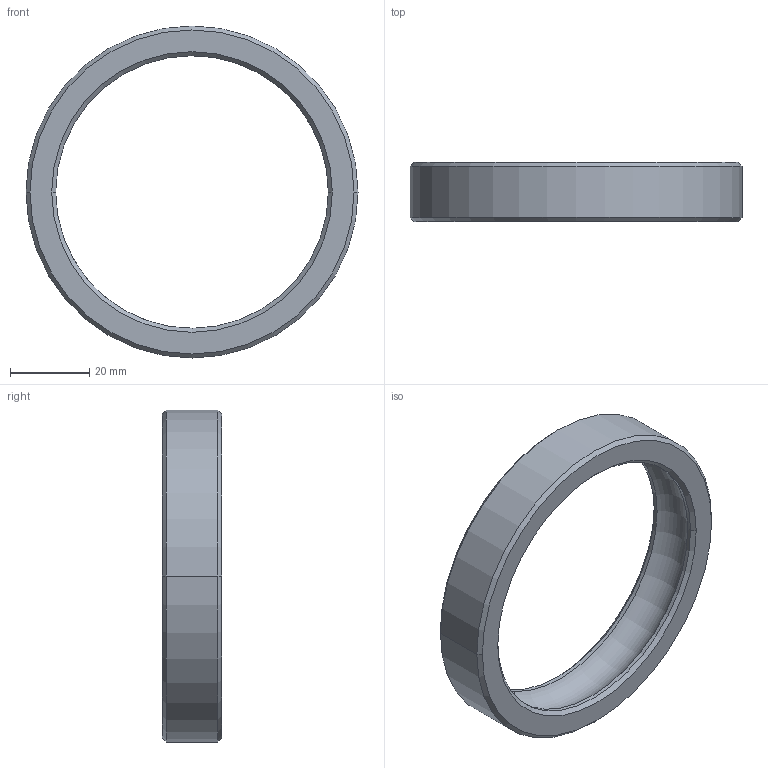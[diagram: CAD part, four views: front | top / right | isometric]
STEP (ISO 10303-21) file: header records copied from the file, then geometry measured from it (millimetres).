
FILE_DESCRIPTION(('CATIA V5 STEP Exchange'),'2;1');
FILE_NAME('esterno.stp','2023-04-13T09:49:45+00:00',('none'),('none'),'CATIA Version 5 Release 21 GA (IN-10)','CATIA V5 STEP AP203','none');
FILE_SCHEMA(('CONFIG_CONTROL_DESIGN'));
Length unit declared in the file: millimetre
Products named in the file (1): esterno
Bounding box: 84 x 15 x 84 mm (x, y, z)
Volume: 21355 mm3; surface area: 10862.3 mm2
Topology: 1 solids, 1 shells, 18 faces, 40 edges, 24 vertices
Faces by surface type: cone 8, cylinder 6, torus 2, plane 2
Entity records: 501 total; most frequent: ORIENTED_EDGE 80, CARTESIAN_POINT 78, DIRECTION 66, AXIS2_PLACEMENT_3D 40, EDGE_CURVE 40, CIRCLE 26, VERTEX_POINT 24, EDGE_LOOP 20
